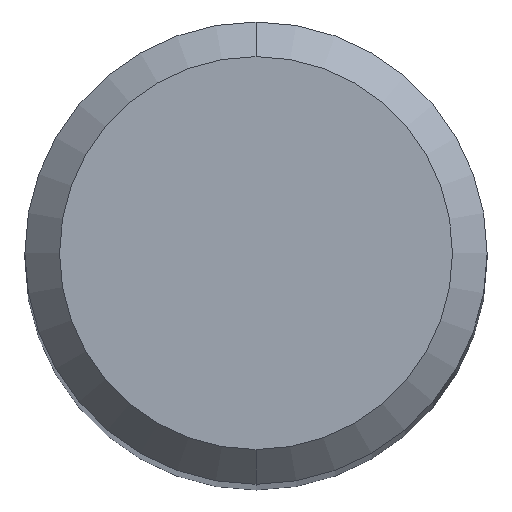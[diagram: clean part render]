
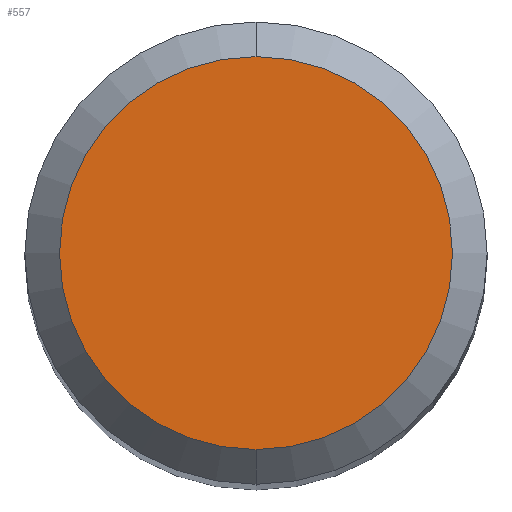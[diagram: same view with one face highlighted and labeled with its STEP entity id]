
A CAD part, top view. The second image highlights one B-rep face of the part: STEP entity #557.
In plain terms, the highlighted planar face has unit normal (0, 0, 1).
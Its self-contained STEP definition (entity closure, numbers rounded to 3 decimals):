
#557=ADVANCED_FACE('',(#1233),#1234,.T.);
#635=EDGE_CURVE('',#967,#959,#1318,.T.);
#899=EDGE_CURVE('',#959,#967,#1613,.T.);
#959=VERTEX_POINT('',#1678);
#967=VERTEX_POINT('',#1686);
#1233=FACE_OUTER_BOUND('',#2430,.T.);
#1234=PLANE('',#2431);
#1318=CIRCLE('',#2701,1.7);
#1613=CIRCLE('',#4146,1.7);
#1678=CARTESIAN_POINT('',(0.,-1.7,0.0));
#1686=CARTESIAN_POINT('',(0.0,1.7,0.0));
#2430=EDGE_LOOP('',(#4755,#4756));
#2431=AXIS2_PLACEMENT_3D('',#4757,#4758,#4759);
#2701=AXIS2_PLACEMENT_3D('',#4848,#4849,#4850);
#4146=AXIS2_PLACEMENT_3D('',#5240,#5241,#5242);
#4755=ORIENTED_EDGE('',*,*,#635,.F.);
#4756=ORIENTED_EDGE('',*,*,#899,.F.);
#4757=CARTESIAN_POINT('',(0.0,0.85,0.0));
#4758=DIRECTION('',(-0.0,0.0,1.0));
#4759=DIRECTION('',(0.0,-1.0,0.0));
#4848=CARTESIAN_POINT('',(0.0,0.0,0.0));
#4849=DIRECTION('',(0.0,0.0,-1.0));
#4850=DIRECTION('',(0.0,1.0,0.0));
#5240=CARTESIAN_POINT('',(0.0,0.0,0.0));
#5241=DIRECTION('',(0.0,0.0,-1.0));
#5242=DIRECTION('',(0.0,1.0,0.0));
